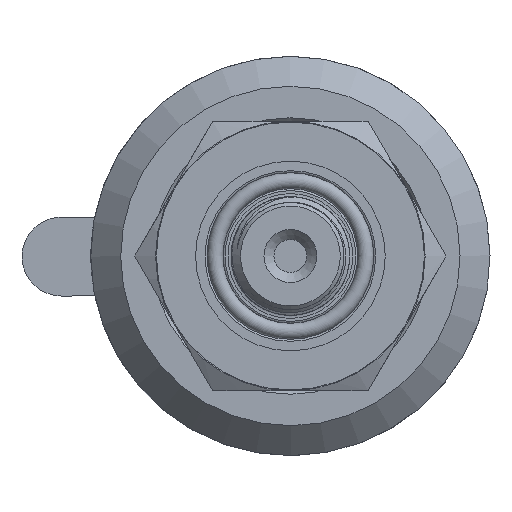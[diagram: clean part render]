
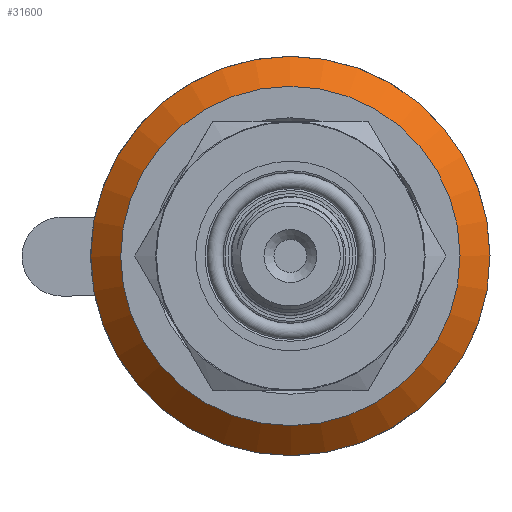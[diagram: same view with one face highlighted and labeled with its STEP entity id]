
A CAD part, left-side view. The second image highlights one B-rep face of the part: STEP entity #31600.
In plain terms, the highlighted conical face has half-angle 45 degrees and reference radius 18.5 mm.
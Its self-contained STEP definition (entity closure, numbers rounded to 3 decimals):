
#1760=CONICAL_SURFACE('',#33677,18.5,0.785);
#3339=FACE_OUTER_BOUND('',#5157,.T.);
#5157=EDGE_LOOP('',(#29203,#29204,#29205,#29206));
#5843=CIRCLE('',#33676,20.);
#5844=CIRCLE('',#33678,17.);
#9733=LINE('',#81488,#12698);
#12698=VECTOR('',#40560,18.5);
#15683=VERTEX_POINT('',#81483);
#15684=VERTEX_POINT('',#81487);
#20226=EDGE_CURVE('',#15683,#15683,#5843,.T.);
#20227=EDGE_CURVE('',#15683,#15684,#9733,.T.);
#20228=EDGE_CURVE('',#15684,#15684,#5844,.T.);
#29203=ORIENTED_EDGE('',*,*,#20226,.F.);
#29204=ORIENTED_EDGE('',*,*,#20227,.T.);
#29205=ORIENTED_EDGE('',*,*,#20228,.T.);
#29206=ORIENTED_EDGE('',*,*,#20227,.F.);
#31600=ADVANCED_FACE('',(#3339),#1760,.T.);
#33676=AXIS2_PLACEMENT_3D('',#81485,#40556,#40557);
#33677=AXIS2_PLACEMENT_3D('',#81486,#40558,#40559);
#33678=AXIS2_PLACEMENT_3D('',#81489,#40561,#40562);
#40556=DIRECTION('center_axis',(-1.,0.,0.));
#40557=DIRECTION('ref_axis',(0.,0.,
-1.));
#40558=DIRECTION('center_axis',(-1.,0.,0.));
#40559=DIRECTION('ref_axis',(0.,-1.,0.));
#40560=DIRECTION('',(0.707,-0.707,0.));
#40561=DIRECTION('center_axis',(-1.,0.,0.));
#40562=DIRECTION('ref_axis',(0.,0.,
-1.));
#81483=CARTESIAN_POINT('',(21.,20.,0.));
#81485=CARTESIAN_POINT('Origin',(21.,0.,0.));
#81486=CARTESIAN_POINT('Origin',(22.5,0.,0.));
#81487=CARTESIAN_POINT('',(24.,17.,0.));
#81488=CARTESIAN_POINT('',(22.5,18.5,0.));
#81489=CARTESIAN_POINT('Origin',(24.,0.,0.));
